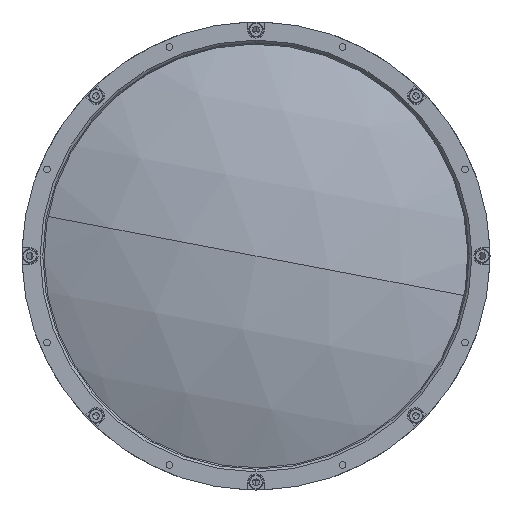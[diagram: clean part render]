
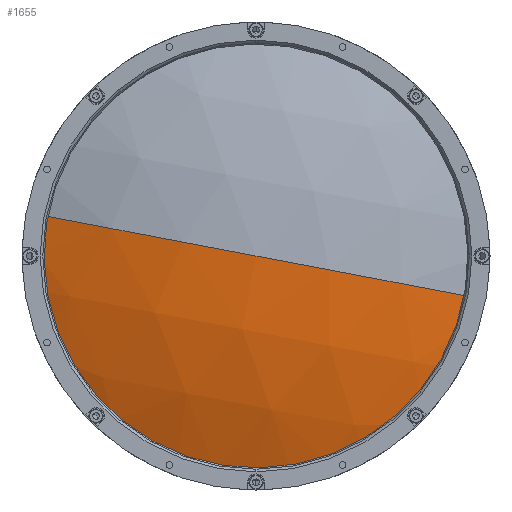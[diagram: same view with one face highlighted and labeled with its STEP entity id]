
A CAD part, left-side view. The second image highlights one B-rep face of the part: STEP entity #1655.
In plain terms, the highlighted spherical face has radius 217.7 mm.
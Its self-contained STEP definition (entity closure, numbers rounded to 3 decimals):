
#1655 = ADVANCED_FACE ( 'NONE', ( #7036 ), #2371, .T. ) ;
#1803 = DIRECTION ( 'NONE',  ( 0., -0.187, 0.982 ) ) ;
#2111 = CIRCLE ( 'NONE', #12216, 217.7 ) ;
#2251 = AXIS2_PLACEMENT_3D ( 'NONE', #11173, #1803, #12763 ) ;
#2371 = SPHERICAL_SURFACE ( 'NONE', #11385, 217.7 ) ;
#2511 = ORIENTED_EDGE ( 'NONE', *, *, #7410, .T. ) ;
#2747 = CARTESIAN_POINT ( 'NONE',  ( 13.859, 0., 0. ) ) ;
#2963 = EDGE_CURVE ( 'NONE', #18304, #15555, #5812, .T. ) ;
#3020 = VERTEX_POINT ( 'NONE', #16922 ) ;
#3617 = CARTESIAN_POINT ( 'NONE',  ( 214.7, 0., 0. ) ) ;
#4306 = DIRECTION ( 'NONE',  ( 0., 0.187, -0.982 ) ) ;
#5197 = DIRECTION ( 'NONE',  ( 0., 0.982, 0.187 ) ) ;
#5776 = ORIENTED_EDGE ( 'NONE', *, *, #8857, .F. ) ;
#5812 = CIRCLE ( 'NONE', #10174, 84. ) ;
#6434 = EDGE_LOOP ( 'NONE', ( #8360, #2511, #5776 ) ) ;
#7036 = FACE_OUTER_BOUND ( 'NONE', #6434, .T. ) ;
#7410 = EDGE_CURVE ( 'NONE', #15555, #3020, #2111, .T. ) ;
#8360 = ORIENTED_EDGE ( 'NONE', *, *, #2963, .T. ) ;
#8857 = EDGE_CURVE ( 'NONE', #18304, #3020, #13598, .T. ) ;
#10174 = AXIS2_PLACEMENT_3D ( 'NONE', #2747, #13732, #4306 ) ;
#10864 = DIRECTION ( 'NONE',  ( 0., 0.187, -0.982 ) ) ;
#11173 = CARTESIAN_POINT ( 'NONE',  ( 214.7, 0., 0. ) ) ;
#11385 = AXIS2_PLACEMENT_3D ( 'NONE', #12449, #10864, #14045 ) ;
#12216 = AXIS2_PLACEMENT_3D ( 'NONE', #3617, #14605, #5197 ) ;
#12449 = CARTESIAN_POINT ( 'NONE',  ( 214.7, 0., 0. ) ) ;
#12733 = CARTESIAN_POINT ( 'NONE',  ( 13.859, 82.524, 15.675 ) ) ;
#12763 = DIRECTION ( 'NONE',  ( 0., -0.982, -0.187 ) ) ;
#13598 = CIRCLE ( 'NONE', #2251, 217.7 ) ;
#13732 = DIRECTION ( 'NONE',  ( -1., 0., 0. ) ) ;
#14045 = DIRECTION ( 'NONE',  ( 0., 0.982, 0.187 ) ) ;
#14605 = DIRECTION ( 'NONE',  ( 0., 0.187, -0.982 ) ) ;
#15555 = VERTEX_POINT ( 'NONE', #18828 ) ;
#16922 = CARTESIAN_POINT ( 'NONE',  ( -3., 0., 0. ) ) ;
#18304 = VERTEX_POINT ( 'NONE', #12733 ) ;
#18828 = CARTESIAN_POINT ( 'NONE',  ( 13.859, -82.524, -15.675 ) ) ;
